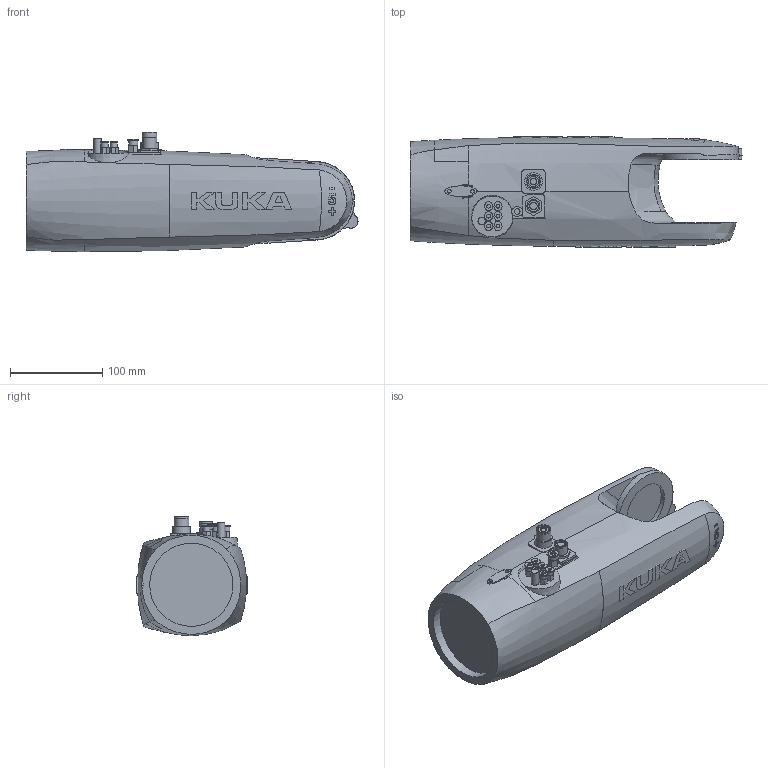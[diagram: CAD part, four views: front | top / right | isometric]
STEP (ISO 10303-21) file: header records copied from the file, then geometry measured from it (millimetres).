
FILE_DESCRIPTION(('FreeCAD Model'),'2;1');
FILE_NAME('kuka_joint_4.step','2020-10-31T07:05:47',( 'Author'),(''),'Open CASCADE STEP processor 7.3','FreeCAD','Unknown' );
FILE_SCHEMA(('AUTOMOTIVE_DESIGN { 1 0 10303 214 1 1 1 1 }'));
Length unit declared in the file: millimetre
Products named in the file (9): KR6_KR10_R900_sixx_20; KR6_KR10_R900_sixx_19; KR6_KR10_R900_sixx_18; KR6_KR10_R900_sixx_17; KR6_KR10_R900_sixx_16; KR6_KR10_R900_sixx_15; KR6_KR10_R900_sixx_14; KR6_KR10_R900_sixx_13; KR6_KR10_R900_sixx
Bounding box: 359.03 x 119.5 x 129 mm (x, y, z)
Volume: 3002354.5 mm3; surface area: 166786.7 mm2
Topology: 9 solids, 9 shells, 397 faces, 1020 edges, 688 vertices
Faces by surface type: plane 279, cylinder 58, bspline 51, sphere 5, cone 4
Full cylindrical faces by diameter (mm): 4 x10, 6 x1, 7 x1, 7.8 x6, 8 x2, 9.8 x1, 11 x1, 12 x1, 14 x2, 16 x1, 19 x1, 58 x2, 90 x1
Entity records: 45686 total; most frequent: CARTESIAN_POINT 23962, DIRECTION 3270, ORIENTED_EDGE 2040, PCURVE 2040, DEFINITIONAL_REPRESENTATION 2040, LINE 1985, VECTOR 1985, EDGE_CURVE 1020
